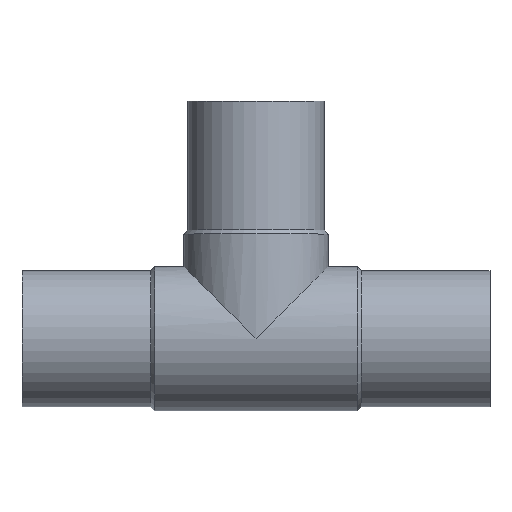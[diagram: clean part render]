
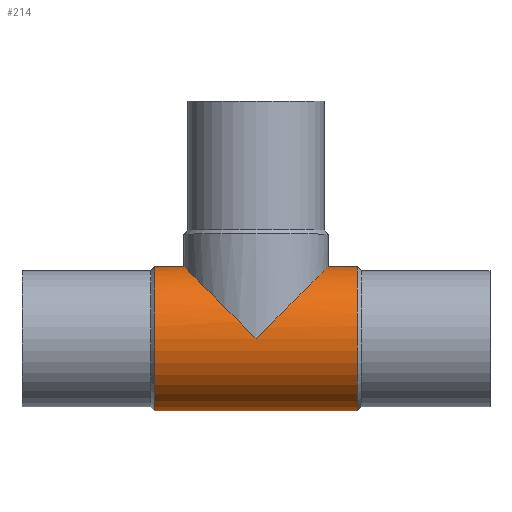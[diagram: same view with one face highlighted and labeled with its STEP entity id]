
A CAD part, top view. The second image highlights one B-rep face of the part: STEP entity #214.
In plain terms, the highlighted cylindrical face has radius 39.75 mm (diameter 79.5 mm), a partial arc.
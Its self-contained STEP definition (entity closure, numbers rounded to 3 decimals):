
#160 = VERTEX_POINT( '', #403 );
#186 = VERTEX_POINT( '', #435 );
#206 = EDGE_CURVE( '', #344, #186, #458, .T. );
#214 = ADVANCED_FACE( '', ( #466 ), #467, .T. );
#224 = EDGE_CURVE( '', #348, #338, #477, .T. );
#232 = VERTEX_POINT( '', #486 );
#260 = EDGE_CURVE( '', #338, #232, #516, .T. );
#272 = EDGE_CURVE( '', #232, #160, #530, .T. );
#286 = EDGE_CURVE( '', #326, #344, #544, .T. );
#296 = EDGE_CURVE( '', #160, #326, #555, .T. );
#304 = EDGE_CURVE( '', #348, #186, #563, .T. );
#326 = VERTEX_POINT( '', #587 );
#338 = VERTEX_POINT( '', #600 );
#344 = VERTEX_POINT( '', #609 );
#348 = VERTEX_POINT( '', #613 );
#403 = CARTESIAN_POINT( '', ( -89.25, 39.75, 0. ) );
#435 = CARTESIAN_POINT( '', ( -184.75, 39.75, 0. ) );
#458 = LINE( '', #734, #735 );
#466 = FACE_OUTER_BOUND( '', #748, .T. );
#467 = CYLINDRICAL_SURFACE( '', #749, 39.75 );
#477 = LINE( '', #764, #765 );
#486 = CARTESIAN_POINT( '', ( -73.25, 39.75, 0. ) );
#516 = CIRCLE( '', #817, 39.75 );
#530 = LINE( '', #833, #834 );
#544 = ELLIPSE( '', #854, 56.215, 39.75 );
#555 = ELLIPSE( '', #869, 56.215, 39.75 );
#563 = CIRCLE( '', #879, 39.75 );
#587 = CARTESIAN_POINT( '', ( -129., 0., 39.75 ) );
#600 = CARTESIAN_POINT( '', ( -73.25, -39.75, 0. ) );
#609 = CARTESIAN_POINT( '', ( -168.75, 39.75, 0. ) );
#613 = CARTESIAN_POINT( '', ( -184.75, -39.75, 0. ) );
#734 = CARTESIAN_POINT( '', ( -129., 39.75, 0. ) );
#735 = VECTOR( '', #1090, 1. );
#748 = EDGE_LOOP( '', ( #1097, #1098, #1099, #1100, #1101, #1102, #1103 ) );
#749 = AXIS2_PLACEMENT_3D( '', #1104, #1105, #1106 );
#764 = CARTESIAN_POINT( '', ( -129., -39.75, 0. ) );
#765 = VECTOR( '', #1114, 1. );
#817 = AXIS2_PLACEMENT_3D( '', #1161, #1162, #1163 );
#833 = CARTESIAN_POINT( '', ( -129., 39.75, 0. ) );
#834 = VECTOR( '', #1183, 1. );
#854 = AXIS2_PLACEMENT_3D( '', #1189, #1190, #1191 );
#869 = AXIS2_PLACEMENT_3D( '', #1204, #1205, #1206 );
#879 = AXIS2_PLACEMENT_3D( '', #1209, #1210, #1211 );
#1090 = DIRECTION( '', ( -1., 0., 0. ) );
#1097 = ORIENTED_EDGE( '', *, *, #272, .T. );
#1098 = ORIENTED_EDGE( '', *, *, #296, .T. );
#1099 = ORIENTED_EDGE( '', *, *, #286, .T. );
#1100 = ORIENTED_EDGE( '', *, *, #206, .T. );
#1101 = ORIENTED_EDGE( '', *, *, #304, .F. );
#1102 = ORIENTED_EDGE( '', *, *, #224, .T. );
#1103 = ORIENTED_EDGE( '', *, *, #260, .T. );
#1104 = CARTESIAN_POINT( '', ( -129., 0., 0. ) );
#1105 = DIRECTION( '', ( 1., 0., 0. ) );
#1106 = DIRECTION( '', ( 0., 1., 0. ) );
#1114 = DIRECTION( '', ( 1., 0., 0. ) );
#1161 = CARTESIAN_POINT( '', ( -73.25, 0., 0. ) );
#1162 = DIRECTION( '', ( -1., 0., 0. ) );
#1163 = DIRECTION( '', ( 0., 1., 0. ) );
#1183 = DIRECTION( '', ( -1., 0., 0. ) );
#1189 = CARTESIAN_POINT( '', ( -129., 0., 0. ) );
#1190 = DIRECTION( '', ( -0.707, -0.707, 0. ) );
#1191 = DIRECTION( '', ( 0.707, -0.707, 0. ) );
#1204 = CARTESIAN_POINT( '', ( -129., 0., 0. ) );
#1205 = DIRECTION( '', ( 0.707, -0.707, 0. ) );
#1206 = DIRECTION( '', ( 0.707, 0.707, 0. ) );
#1209 = CARTESIAN_POINT( '', ( -184.75, 0., 0. ) );
#1210 = DIRECTION( '', ( -1., 0., 0. ) );
#1211 = DIRECTION( '', ( 0., 1., 0. ) );
